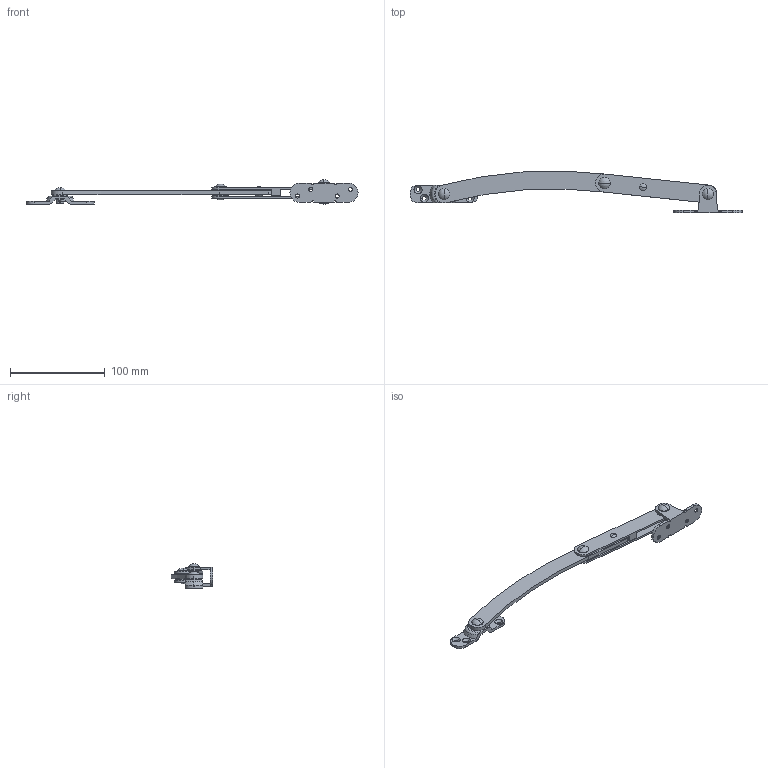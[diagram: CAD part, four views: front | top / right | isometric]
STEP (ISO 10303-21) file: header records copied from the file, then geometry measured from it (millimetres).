
FILE_DESCRIPTION (( 'STEP AP203' ), '1' );
FILE_NAME ('B-1025-2.STEP', '2018-08-30T02:16:59', ( '' ), ( '' ), 'SwSTEP 2.0', 'SolidWorks 2014', '' );
FILE_SCHEMA (( 'CONFIG_CONTROL_DESIGN' ));
Length unit declared in the file: millimetre
Products named in the file (13): B-1025-2儕儀僢僩B_; B-1025-2アームA_; B-1025-2座金_; B-1025-2軸_; B-1025-2; B-1025-2_割りピン　呼び2_L=12片方曲げ; B-1025-2儕儀僢僩A_; B-1025-2受座A_; B-1025-2カラー_; B-1025-2アームB_; B-1025-2受座B_; B-1025-2僗僥儞儗僗媴_; B-1025-2アームC_
Assembly tree (17 placements, depth 2):
  B-1025-2
    B-1025-2アームA_
    B-1025-2アームB_
    B-1025-2アームC_
    B-1025-2受座A_
    B-1025-2受座B_
    B-1025-2軸_
    B-1025-2儕儀僢僩A_
    B-1025-2儕儀僢僩B_
    B-1025-2カラー_
    B-1025-2僗僥儞儗僗媴_
    B-1025-2座金_  x6
    B-1025-2_割りピン　呼び2_L=12片方曲げ
Bounding box: 351 x 44.23 x 26 mm (x, y, z)
Volume: 41246.2 mm3; surface area: 35526.3 mm2
Topology: 17 solids, 17 shells, 263 faces, 638 edges, 414 vertices
Faces by surface type: cylinder 122, plane 79, cone 22, sphere 20, torus 20
Entity records: 8905 total; most frequent: CARTESIAN_POINT 1561, DIRECTION 1334, ORIENTED_EDGE 1146, EDGE_CURVE 573, AXIS2_PLACEMENT_3D 544, VERTEX_POINT 371, CIRCLE 291, EDGE_LOOP 282
